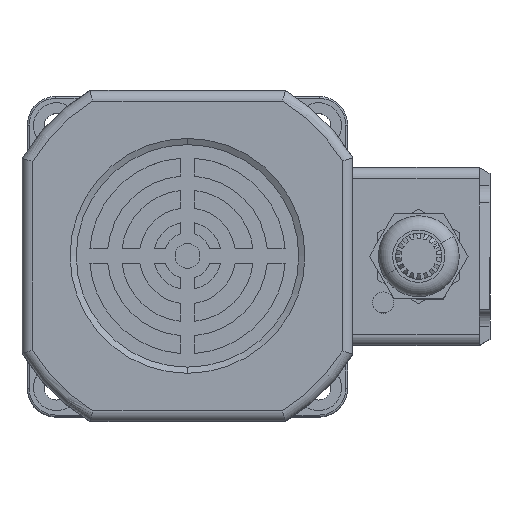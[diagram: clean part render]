
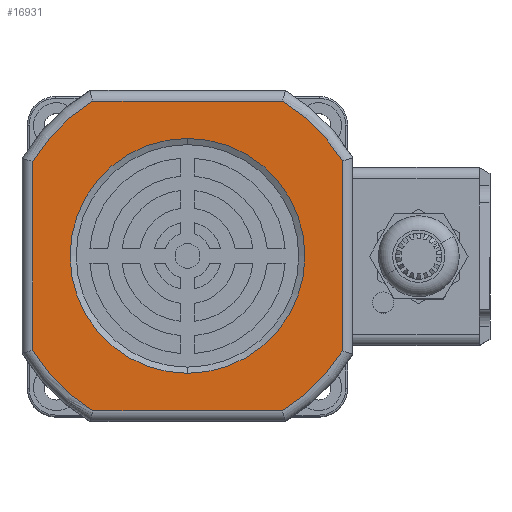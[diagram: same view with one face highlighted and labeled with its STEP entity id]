
A CAD part, top view. The second image highlights one B-rep face of the part: STEP entity #16931.
In plain terms, the highlighted face is planar.
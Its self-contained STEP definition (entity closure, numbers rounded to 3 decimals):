
#86 = VECTOR ( 'NONE', #18553, 1000. ) ;
#220 = CIRCLE ( 'NONE', #15671, 51. ) ;
#1097 = CARTESIAN_POINT ( 'NONE',  ( -43.5, 0., -26.54 ) ) ;
#1271 = VECTOR ( 'NONE', #1290, 1000. ) ;
#1290 = DIRECTION ( 'NONE',  ( 0., 0., 1. ) ) ;
#1366 = CIRCLE ( 'NONE', #18372, 51. ) ;
#1710 = EDGE_CURVE ( 'NONE', #11109, #9574, #22346, .T. ) ;
#2554 = EDGE_CURVE ( 'NONE', #19717, #11123, #220, .T. ) ;
#2566 = CARTESIAN_POINT ( 'NONE',  ( 0.05, 0., 0. ) ) ;
#3756 = VERTEX_POINT ( 'NONE', #10256 ) ;
#3804 = AXIS2_PLACEMENT_3D ( 'NONE', #20384, #7808, #22522 ) ;
#4584 = DIRECTION ( 'NONE',  ( 0., 1., 0. ) ) ;
#4614 = DIRECTION ( 'NONE',  ( 0., -1., 0. ) ) ;
#5086 = ORIENTED_EDGE ( 'NONE', *, *, #18889, .T. ) ;
#5766 = CARTESIAN_POINT ( 'NONE',  ( 43.5, 0., 26.705 ) ) ;
#5837 = EDGE_CURVE ( 'NONE', #21111, #12029, #25852, .T. ) ;
#5952 = CARTESIAN_POINT ( 'NONE',  ( -26.572, 0., -43.5 ) ) ;
#6135 = CARTESIAN_POINT ( 'NONE',  ( 43.5, 0., -26.705 ) ) ;
#6298 = AXIS2_PLACEMENT_3D ( 'NONE', #2566, #4584, #21516 ) ;
#6981 = CARTESIAN_POINT ( 'NONE',  ( 0.05, 0., 0. ) ) ;
#7084 = CIRCLE ( 'NONE', #26037, 33. ) ;
#7139 = CIRCLE ( 'NONE', #3804, 33. ) ;
#7808 = DIRECTION ( 'NONE',  ( 0., -1., 0. ) ) ;
#7906 = EDGE_LOOP ( 'NONE', ( #19062, #14614, #11156, #26761, #5086, #24842, #23576, #24335 ) ) ;
#8548 = DIRECTION ( 'NONE',  ( 0., 0., -1. ) ) ;
#8909 = DIRECTION ( 'NONE',  ( 0., -1., 0. ) ) ;
#9098 = DIRECTION ( 'NONE',  ( 0., 0., 1. ) ) ;
#9478 = EDGE_CURVE ( 'NONE', #27114, #3756, #7139, .T. ) ;
#9553 = VERTEX_POINT ( 'NONE', #5952 ) ;
#9574 = VERTEX_POINT ( 'NONE', #6135 ) ;
#10256 = CARTESIAN_POINT ( 'NONE',  ( 0., 0., 33. ) ) ;
#10328 = LINE ( 'NONE', #17005, #15262 ) ;
#10787 = CARTESIAN_POINT ( 'NONE',  ( 0.05, 0., 0. ) ) ;
#11109 = VERTEX_POINT ( 'NONE', #25129 ) ;
#11120 = ORIENTED_EDGE ( 'NONE', *, *, #9478, .F. ) ;
#11123 = VERTEX_POINT ( 'NONE', #25228 ) ;
#11156 = ORIENTED_EDGE ( 'NONE', *, *, #16176, .T. ) ;
#11831 = LINE ( 'NONE', #24428, #1271 ) ;
#12029 = VERTEX_POINT ( 'NONE', #26277 ) ;
#12458 = CARTESIAN_POINT ( 'NONE',  ( 0., 0., 0. ) ) ;
#12899 = DIRECTION ( 'NONE',  ( 0., 0., 1. ) ) ;
#13019 = EDGE_CURVE ( 'NONE', #11123, #24498, #10328, .T. ) ;
#13039 = CARTESIAN_POINT ( 'NONE',  ( -26.572, 0., 43.5 ) ) ;
#13151 = CARTESIAN_POINT ( 'NONE',  ( 0.05, 0., 43.5 ) ) ;
#14586 = DIRECTION ( 'NONE',  ( 0., 0., -1. ) ) ;
#14614 = ORIENTED_EDGE ( 'NONE', *, *, #27377, .T. ) ;
#15262 = VECTOR ( 'NONE', #8548, 1000. ) ;
#15553 = AXIS2_PLACEMENT_3D ( 'NONE', #10787, #25536, #12899 ) ;
#15671 = AXIS2_PLACEMENT_3D ( 'NONE', #17240, #4614, #19352 ) ;
#16038 = EDGE_LOOP ( 'NONE', ( #11120, #25730 ) ) ;
#16176 = EDGE_CURVE ( 'NONE', #9553, #11109, #16906, .T. ) ;
#16437 = CARTESIAN_POINT ( 'NONE',  ( 0.05, 0., -43.5 ) ) ;
#16543 = VECTOR ( 'NONE', #19591, 1000. ) ;
#16906 = LINE ( 'NONE', #16437, #86 ) ;
#16931 = ADVANCED_FACE ( 'NONE', ( #23449, #17856 ), #19419, .F. ) ;
#17004 = EDGE_CURVE ( 'NONE', #12029, #19717, #22784, .T. ) ;
#17005 = CARTESIAN_POINT ( 'NONE',  ( -43.5, 0., 0. ) ) ;
#17240 = CARTESIAN_POINT ( 'NONE',  ( 0.05, 0., 0. ) ) ;
#17856 = FACE_BOUND ( 'NONE', #16038, .T. ) ;
#18041 = CARTESIAN_POINT ( 'NONE',  ( 0., 0., -33. ) ) ;
#18372 = AXIS2_PLACEMENT_3D ( 'NONE', #21497, #8909, #23622 ) ;
#18553 = DIRECTION ( 'NONE',  ( 1., 0., 0. ) ) ;
#18889 = EDGE_CURVE ( 'NONE', #9574, #21111, #11831, .T. ) ;
#19062 = ORIENTED_EDGE ( 'NONE', *, *, #13019, .T. ) ;
#19352 = DIRECTION ( 'NONE',  ( 0., 0., 1. ) ) ;
#19419 = PLANE ( 'NONE',  #6298 ) ;
#19591 = DIRECTION ( 'NONE',  ( -1., 0., 0. ) ) ;
#19717 = VERTEX_POINT ( 'NONE', #13039 ) ;
#20038 = AXIS2_PLACEMENT_3D ( 'NONE', #6981, #21693, #9098 ) ;
#20384 = CARTESIAN_POINT ( 'NONE',  ( 0., 0., 0. ) ) ;
#21111 = VERTEX_POINT ( 'NONE', #5766 ) ;
#21497 = CARTESIAN_POINT ( 'NONE',  ( 0.05, 0., 0. ) ) ;
#21516 = DIRECTION ( 'NONE',  ( 0., 0., 1. ) ) ;
#21693 = DIRECTION ( 'NONE',  ( 0., -1., 0. ) ) ;
#21743 = EDGE_CURVE ( 'NONE', #3756, #27114, #7084, .T. ) ;
#22346 = CIRCLE ( 'NONE', #20038, 51. ) ;
#22522 = DIRECTION ( 'NONE',  ( 0., 0., -1. ) ) ;
#22784 = LINE ( 'NONE', #13151, #16543 ) ;
#23449 = FACE_OUTER_BOUND ( 'NONE', #7906, .T. ) ;
#23576 = ORIENTED_EDGE ( 'NONE', *, *, #17004, .T. ) ;
#23622 = DIRECTION ( 'NONE',  ( 0., 0., 1. ) ) ;
#24335 = ORIENTED_EDGE ( 'NONE', *, *, #2554, .T. ) ;
#24428 = CARTESIAN_POINT ( 'NONE',  ( 43.5, 0., 0. ) ) ;
#24498 = VERTEX_POINT ( 'NONE', #1097 ) ;
#24842 = ORIENTED_EDGE ( 'NONE', *, *, #5837, .T. ) ;
#25129 = CARTESIAN_POINT ( 'NONE',  ( 26.673, 0., -43.5 ) ) ;
#25228 = CARTESIAN_POINT ( 'NONE',  ( -43.5, 0., 26.54 ) ) ;
#25536 = DIRECTION ( 'NONE',  ( 0., -1., 0. ) ) ;
#25730 = ORIENTED_EDGE ( 'NONE', *, *, #21743, .F. ) ;
#25852 = CIRCLE ( 'NONE', #15553, 51. ) ;
#26037 = AXIS2_PLACEMENT_3D ( 'NONE', #12458, #27219, #14586 ) ;
#26277 = CARTESIAN_POINT ( 'NONE',  ( 26.673, 0., 43.5 ) ) ;
#26761 = ORIENTED_EDGE ( 'NONE', *, *, #1710, .T. ) ;
#27114 = VERTEX_POINT ( 'NONE', #18041 ) ;
#27219 = DIRECTION ( 'NONE',  ( 0., -1., 0. ) ) ;
#27377 = EDGE_CURVE ( 'NONE', #24498, #9553, #1366, .T. ) ;
